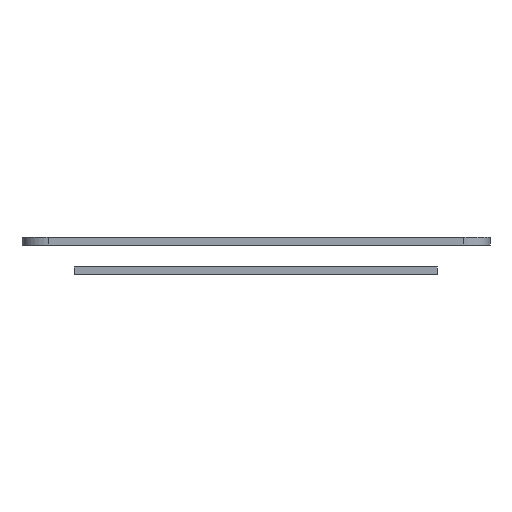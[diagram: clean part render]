
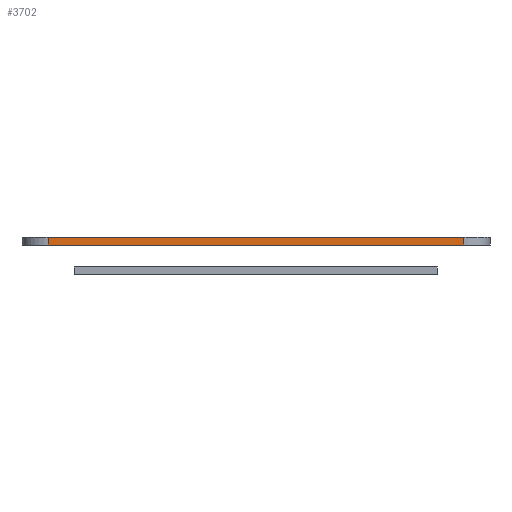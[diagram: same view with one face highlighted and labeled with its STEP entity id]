
A CAD part, front view. The second image highlights one B-rep face of the part: STEP entity #3702.
In plain terms, the highlighted planar face has unit normal (0, -1, 0).
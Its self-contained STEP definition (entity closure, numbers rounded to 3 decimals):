
#691=FACE_OUTER_BOUND('',#1046,.T.);
#1046=EDGE_LOOP('',(#3161,#3162,#3163,#3164));
#1252=LINE('',#5934,#1519);
#1289=LINE('',#6082,#1556);
#1290=LINE('',#6086,#1557);
#1291=LINE('',#6087,#1558);
#1519=VECTOR('',#4889,10.);
#1556=VECTOR('',#5002,10.);
#1557=VECTOR('',#5007,10.);
#1558=VECTOR('',#5008,10.);
#1863=VERTEX_POINT('',#5931);
#1864=VERTEX_POINT('',#5933);
#1937=VERTEX_POINT('',#6081);
#1938=VERTEX_POINT('',#6085);
#2298=EDGE_CURVE('',#1863,#1864,#1252,.T.);
#2372=EDGE_CURVE('',#1864,#1937,#1289,.T.);
#2374=EDGE_CURVE('',#1938,#1863,#1290,.T.);
#2375=EDGE_CURVE('',#1937,#1938,#1291,.T.);
#3161=ORIENTED_EDGE('',*,*,#2372,.F.);
#3162=ORIENTED_EDGE('',*,*,#2298,.F.);
#3163=ORIENTED_EDGE('',*,*,#2374,.F.);
#3164=ORIENTED_EDGE('',*,*,#2375,.F.);
#3565=PLANE('',#4115);
#3702=ADVANCED_FACE('',(#691),#3565,.T.);
#4115=AXIS2_PLACEMENT_3D('',#6084,#5005,#5006);
#4889=DIRECTION('',(1.,0.,0.));
#5002=DIRECTION('',(0.,0.,-1.));
#5005=DIRECTION('center_axis',(0.,-1.,0.));
#5006=DIRECTION('ref_axis',(1.,0.,0.));
#5007=DIRECTION('',(0.,0.,1.));
#5008=DIRECTION('',(-1.,0.,0.));
#5931=CARTESIAN_POINT('',(-10.5,-91.86,1.5));
#5933=CARTESIAN_POINT('',(68.7,-91.86,1.5));
#5934=CARTESIAN_POINT('',(73.7,-91.86,1.5));
#6081=CARTESIAN_POINT('',(68.7,-91.86,0.));
#6082=CARTESIAN_POINT('',(68.7,-91.86,0.));
#6084=CARTESIAN_POINT('Origin',(-15.5,-91.86,0.));
#6085=CARTESIAN_POINT('',(-10.5,-91.86,0.));
#6086=CARTESIAN_POINT('',(-10.5,-91.86,0.));
#6087=CARTESIAN_POINT('',(73.7,-91.86,0.));
